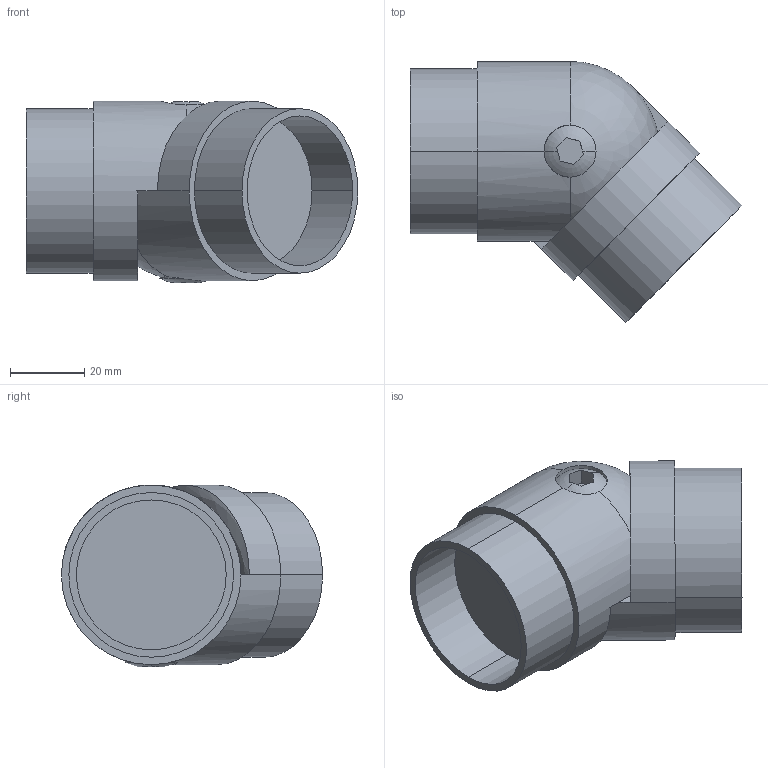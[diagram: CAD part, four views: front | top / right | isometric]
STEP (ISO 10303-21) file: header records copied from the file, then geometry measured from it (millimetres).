
FILE_DESCRIPTION (( 'STEP AP203' ), '1' );
FILE_NAME ('3D_GR1064_48.4x2_188701160.STEP', '2024-10-12T11:14:33', ( '' ), ( '' ), 'SwSTEP 2.0', 'SolidWorks 2024', '' );
FILE_SCHEMA (( 'CONFIG_CONTROL_DESIGN' ));
Length unit declared in the file: millimetre
Products named in the file (1): 3D_GR1064_48.4x2_188701160
Bounding box: 89.22 x 70.22 x 48.9 mm (x, y, z)
Volume: 99293.1 mm3; surface area: 25833.6 mm2
Topology: 1 solids, 3 shells, 59 faces, 140 edges, 90 vertices
Faces by surface type: plane 26, cylinder 25, torus 5, sphere 3
Entity records: 1905 total; most frequent: CARTESIAN_POINT 444, DIRECTION 301, ORIENTED_EDGE 278, EDGE_CURVE 139, AXIS2_PLACEMENT_3D 124, VERTEX_POINT 90, EDGE_LOOP 67, CIRCLE 64
